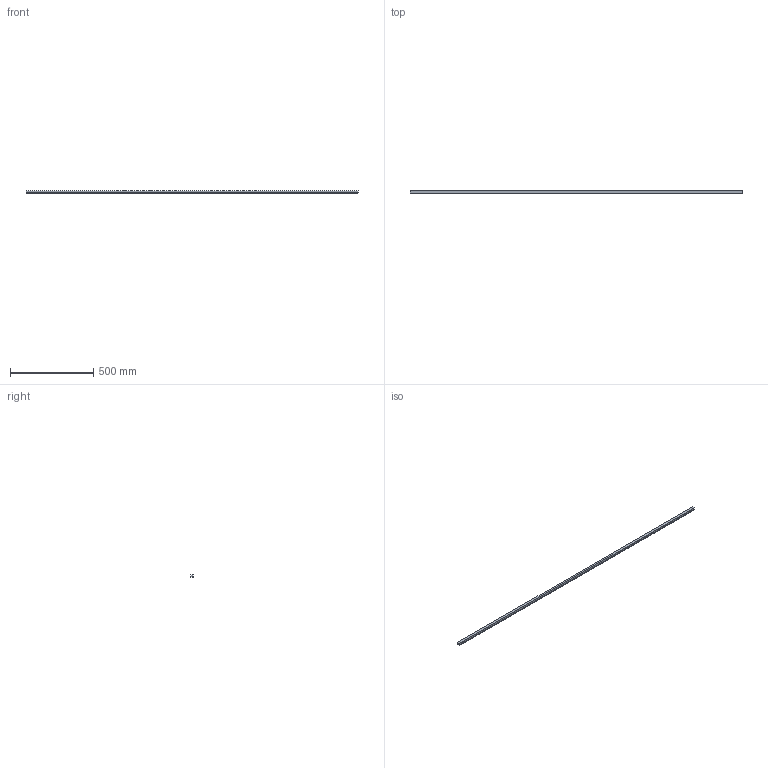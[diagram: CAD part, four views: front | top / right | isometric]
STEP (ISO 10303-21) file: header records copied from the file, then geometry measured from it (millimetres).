
FILE_DESCRIPTION(('STEP AP214'),'1');
FILE_NAME('146-015-020.stp','2017-10-09T07:39:53',('TraceParts'),('TraceParts S.A.'),'Spatial InterOp 3D',' ',' ');
FILE_SCHEMA(('automotive_design'));
Length unit declared in the file: millimetre
Products named in the file (1): 146-015-020
Bounding box: 1997.63 x 15 x 14.8 mm (x, y, z)
Volume: 395849 mm3; surface area: 143111.4 mm2
Topology: 1 solids, 1 shells, 1702 faces, 5100 edges, 3400 vertices
Faces by surface type: plane 1702
Entity records: 69765 total; most frequent: CARTESIAN_POINT 10203, ORIENTED_EDGE 10200, DIRECTION 8506, EDGE_CURVE 5100, LINE 5100, VECTOR 5100, VERTEX_POINT 3400, STYLED_ITEM 1703
